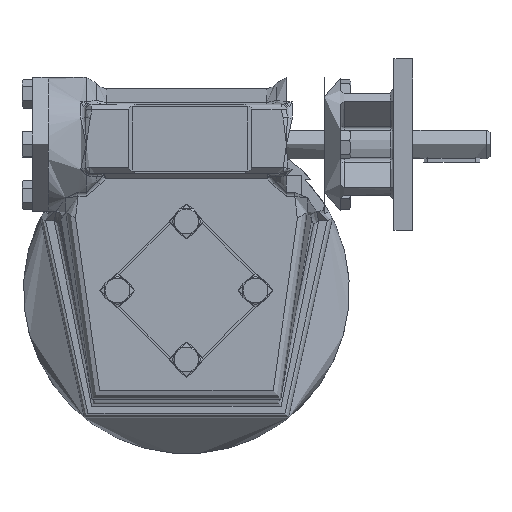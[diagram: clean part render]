
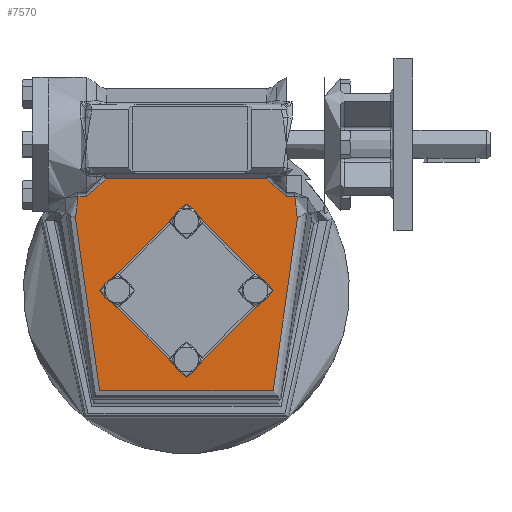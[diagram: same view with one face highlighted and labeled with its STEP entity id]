
A CAD part, top view. The second image highlights one B-rep face of the part: STEP entity #7570.
In plain terms, the highlighted planar face has unit normal (0, 0, 1).
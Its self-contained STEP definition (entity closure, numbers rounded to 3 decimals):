
#212=B_SPLINE_CURVE_WITH_KNOTS('',3,(#15505,#15506,#15507,#15508,#15509,
#15510,#15511),.UNSPECIFIED.,.F.,.F.,(4,1,1,1,4),(0.,0.003,
0.005,0.008,0.011),
 .UNSPECIFIED.);
#213=B_SPLINE_CURVE_WITH_KNOTS('',3,(#15514,#15515,#15516,#15517,#15518),
 .UNSPECIFIED.,.F.,.F.,(4,1,4),(0.,0.002,0.003),
 .UNSPECIFIED.);
#214=B_SPLINE_CURVE_WITH_KNOTS('',3,(#15522,#15523,#15524,#15525,#15526),
 .UNSPECIFIED.,.F.,.F.,(4,1,4),(0.,0.002,0.003),
 .UNSPECIFIED.);
#215=B_SPLINE_CURVE_WITH_KNOTS('',3,(#15528,#15529,#15530,#15531,#15532,
#15533,#15534),.UNSPECIFIED.,.F.,.F.,(4,1,1,1,4),(0.,0.003,
0.005,0.008,0.011),
 .UNSPECIFIED.);
#216=B_SPLINE_CURVE_WITH_KNOTS('',3,(#15538,#15539,#15540,#15541,#15542,
#15543),.UNSPECIFIED.,.F.,.F.,(4,1,1,4),(0.001,0.004,
0.007,0.013),.UNSPECIFIED.);
#217=B_SPLINE_CURVE_WITH_KNOTS('',3,(#15547,#15548,#15549,#15550,#15551,
#15552,#15553),.UNSPECIFIED.,.F.,.F.,(4,1,1,1,4),(0.,0.003,
0.006,0.009,0.012),
 .UNSPECIFIED.);
#1078=CIRCLE('',#8592,69.);
#1079=CIRCLE('',#8593,45.125);
#2269=ORIENTED_EDGE('',*,*,#3941,.T.);
#2270=ORIENTED_EDGE('',*,*,#3942,.T.);
#2271=ORIENTED_EDGE('',*,*,#3943,.T.);
#2272=ORIENTED_EDGE('',*,*,#3944,.T.);
#2273=ORIENTED_EDGE('',*,*,#3945,.T.);
#2274=ORIENTED_EDGE('',*,*,#3946,.T.);
#2275=ORIENTED_EDGE('',*,*,#3947,.T.);
#2276=ORIENTED_EDGE('',*,*,#3948,.T.);
#2277=ORIENTED_EDGE('',*,*,#3949,.T.);
#2278=ORIENTED_EDGE('',*,*,#3950,.T.);
#2279=ORIENTED_EDGE('',*,*,#3951,.T.);
#3941=EDGE_CURVE('',#4917,#4918,#212,.T.);
#3942=EDGE_CURVE('',#4918,#4919,#213,.T.);
#3943=EDGE_CURVE('',#4919,#4920,#5443,.T.);
#3944=EDGE_CURVE('',#4920,#4921,#214,.T.);
#3945=EDGE_CURVE('',#4921,#4922,#215,.T.);
#3946=EDGE_CURVE('',#4922,#4923,#5444,.T.);
#3947=EDGE_CURVE('',#4923,#4924,#216,.T.);
#3948=EDGE_CURVE('',#4924,#4925,#1078,.F.);
#3949=EDGE_CURVE('',#4925,#4926,#217,.T.);
#3950=EDGE_CURVE('',#4926,#4917,#5445,.F.);
#3951=EDGE_CURVE('',#4927,#4927,#1079,.T.);
#4917=VERTEX_POINT('',#15512);
#4918=VERTEX_POINT('',#15513);
#4919=VERTEX_POINT('',#15519);
#4920=VERTEX_POINT('',#15521);
#4921=VERTEX_POINT('',#15527);
#4922=VERTEX_POINT('',#15535);
#4923=VERTEX_POINT('',#15537);
#4924=VERTEX_POINT('',#15544);
#4925=VERTEX_POINT('',#15546);
#4926=VERTEX_POINT('',#15554);
#4927=VERTEX_POINT('',#15557);
#5443=LINE('',#15520,#5786);
#5444=LINE('',#15536,#5787);
#5445=LINE('',#15555,#5788);
#5786=VECTOR('',#10163,1000.);
#5787=VECTOR('',#10164,1000.);
#5788=VECTOR('',#10167,1000.);
#6286=EDGE_LOOP('',(#2269,#2270,#2271,#2272,#2273,#2274,#2275,#2276,#2277,
#2278));
#6287=EDGE_LOOP('',(#2279));
#6892=FACE_BOUND('',#6286,.T.);
#6893=FACE_BOUND('',#6287,.T.);
#7234=PLANE('',#8591);
#7570=ADVANCED_FACE('',(#6892,#6893),#7234,.F.);
#8591=AXIS2_PLACEMENT_3D('',#15504,#10161,#10162);
#8592=AXIS2_PLACEMENT_3D('',#15545,#10165,#10166);
#8593=AXIS2_PLACEMENT_3D('',#15556,#10168,#10169);
#10161=DIRECTION('',(0.,0.,-1.));
#10162=DIRECTION('',(-1.,0.,0.));
#10163=DIRECTION('',(-1.,0.,0.));
#10164=DIRECTION('',(-1.,0.,0.));
#10165=DIRECTION('',(0.,0.,-1.));
#10166=DIRECTION('',(-1.,0.,0.));
#10167=DIRECTION('',(1.,0.,0.));
#10168=DIRECTION('',(0.,0.,-1.));
#10169=DIRECTION('',(0.,-1.,0.));
#15504=CARTESIAN_POINT('',(0.,0.,23.5));
#15505=CARTESIAN_POINT('',(52.2,49.036,23.5));
#15506=CARTESIAN_POINT('',(51.285,49.036,23.5));
#15507=CARTESIAN_POINT('',(49.494,49.433,23.5));
#15508=CARTESIAN_POINT('',(47.221,51.01,23.5));
#15509=CARTESIAN_POINT('',(45.558,53.17,23.5));
#15510=CARTESIAN_POINT('',(44.805,54.823,23.5));
#15511=CARTESIAN_POINT('',(44.501,55.679,23.5));
#15512=CARTESIAN_POINT('',(52.2,49.036,23.5));
#15513=CARTESIAN_POINT('',(44.501,55.679,23.5));
#15514=CARTESIAN_POINT('',(44.501,55.679,23.5));
#15515=CARTESIAN_POINT('',(44.31,56.218,23.5));
#15516=CARTESIAN_POINT('',(43.812,57.229,23.5));
#15517=CARTESIAN_POINT('',(42.934,58.041,23.5));
#15518=CARTESIAN_POINT('',(42.386,58.225,23.5));
#15519=CARTESIAN_POINT('',(42.386,58.225,23.5));
#15520=CARTESIAN_POINT('',(0.,58.225,23.5));
#15521=CARTESIAN_POINT('',(-42.386,58.225,23.5));
#15522=CARTESIAN_POINT('',(-42.386,58.225,23.5));
#15523=CARTESIAN_POINT('',(-42.934,58.041,23.5));
#15524=CARTESIAN_POINT('',(-43.798,57.247,23.5));
#15525=CARTESIAN_POINT('',(-44.31,56.218,23.5));
#15526=CARTESIAN_POINT('',(-44.501,55.679,23.5));
#15527=CARTESIAN_POINT('',(-44.501,55.679,23.5));
#15528=CARTESIAN_POINT('',(-44.501,55.679,23.5));
#15529=CARTESIAN_POINT('',(-44.805,54.823,23.5));
#15530=CARTESIAN_POINT('',(-45.545,53.193,23.5));
#15531=CARTESIAN_POINT('',(-47.214,51.016,23.5));
#15532=CARTESIAN_POINT('',(-49.484,49.437,23.5));
#15533=CARTESIAN_POINT('',(-51.283,49.036,23.5));
#15534=CARTESIAN_POINT('',(-52.2,49.036,23.5));
#15535=CARTESIAN_POINT('',(-52.2,49.036,23.5));
#15536=CARTESIAN_POINT('',(-57.281,49.036,23.5));
#15537=CARTESIAN_POINT('',(-56.568,49.036,23.5));
#15538=CARTESIAN_POINT('',(-56.568,49.036,23.5));
#15539=CARTESIAN_POINT('',(-56.159,48.133,23.5));
#15540=CARTESIAN_POINT('',(-55.667,46.166,23.5));
#15541=CARTESIAN_POINT('',(-55.738,42.158,23.5));
#15542=CARTESIAN_POINT('',(-56.767,39.276,23.5));
#15543=CARTESIAN_POINT('',(-57.861,37.591,23.5));
#15544=CARTESIAN_POINT('',(-57.861,37.591,23.5));
#15545=CARTESIAN_POINT('',(0.,0.,23.5));
#15546=CARTESIAN_POINT('',(57.861,37.591,23.5));
#15547=CARTESIAN_POINT('',(57.861,37.591,23.5));
#15548=CARTESIAN_POINT('',(57.312,38.436,23.5));
#15549=CARTESIAN_POINT('',(56.436,40.215,23.5));
#15550=CARTESIAN_POINT('',(55.718,43.158,23.5));
#15551=CARTESIAN_POINT('',(55.668,46.153,23.5));
#15552=CARTESIAN_POINT('',(56.151,48.116,23.5));
#15553=CARTESIAN_POINT('',(56.568,49.036,23.5));
#15554=CARTESIAN_POINT('',(56.568,49.036,23.5));
#15555=CARTESIAN_POINT('',(52.2,49.036,23.5));
#15556=CARTESIAN_POINT('',(0.,0.,23.5));
#15557=CARTESIAN_POINT('',(0.,-45.125,23.5));
